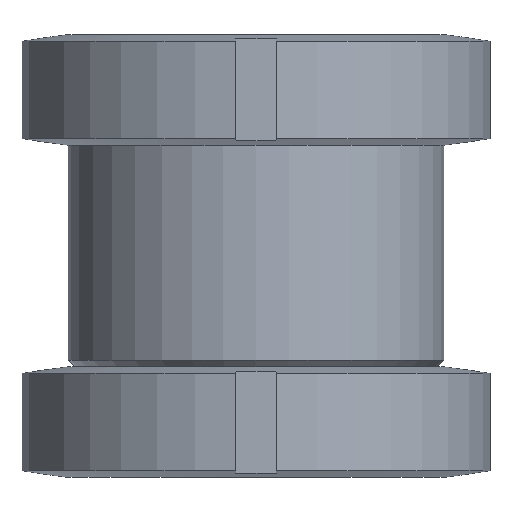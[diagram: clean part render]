
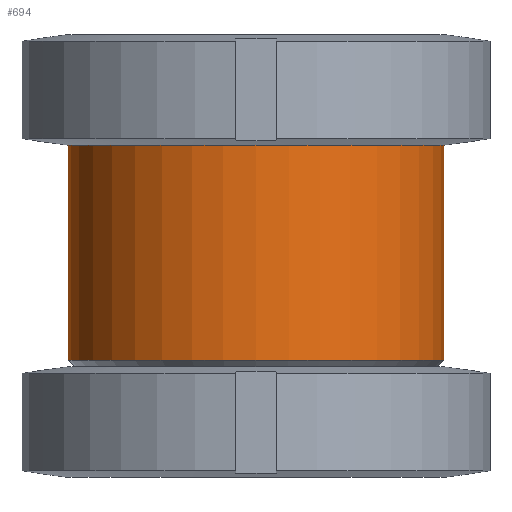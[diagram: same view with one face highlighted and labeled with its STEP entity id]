
A CAD part, front view. The second image highlights one B-rep face of the part: STEP entity #694.
In plain terms, the highlighted cylindrical face has radius 28 mm (diameter 56 mm), a partial arc.
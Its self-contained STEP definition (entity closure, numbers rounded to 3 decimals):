
#522=VERTEX_POINT('',#1301);
#646=VERTEX_POINT('',#1438);
#682=EDGE_CURVE('',#522,#864,#1482,.T.);
#694=ADVANCED_FACE('',(#1495),#1496,.T.);
#840=VERTEX_POINT('',#1661);
#864=VERTEX_POINT('',#1688);
#1004=EDGE_CURVE('',#840,#646,#1840,.T.);
#1082=EDGE_CURVE('',#522,#646,#1923,.T.);
#1122=EDGE_CURVE('',#864,#840,#1964,.T.);
#1301=CARTESIAN_POINT('',(28.0,0.,49.5));
#1438=CARTESIAN_POINT('',(-28.0,0.,49.5));
#1482=LINE('',#2559,#2560);
#1495=FACE_OUTER_BOUND('',#2586,.T.);
#1496=CYLINDRICAL_SURFACE('',#2587,28.0);
#1661=CARTESIAN_POINT('',(-28.0,0.,17.49));
#1688=CARTESIAN_POINT('',(28.0,0.,17.49));
#1840=LINE('',#3280,#3281);
#1923=CIRCLE('',#3451,28.0);
#1964=CIRCLE('',#3535,28.0);
#2559=CARTESIAN_POINT('',(28.0,0.,33.495));
#2560=VECTOR('',#3951,1.0);
#2586=EDGE_LOOP('',(#3965,#3966,#3967,#3968));
#2587=AXIS2_PLACEMENT_3D('',#3969,#3970,#3971);
#3280=CARTESIAN_POINT('',(-28.0,0.,33.495));
#3281=VECTOR('',#4358,1.0);
#3451=AXIS2_PLACEMENT_3D('',#4437,#4438,#4439);
#3535=AXIS2_PLACEMENT_3D('',#4459,#4460,#4461);
#3951=DIRECTION('',(0.0,0.,-1.0));
#3965=ORIENTED_EDGE('',*,*,#682,.F.);
#3966=ORIENTED_EDGE('',*,*,#1082,.T.);
#3967=ORIENTED_EDGE('',*,*,#1004,.F.);
#3968=ORIENTED_EDGE('',*,*,#1122,.F.);
#3969=CARTESIAN_POINT('',(0.0,0.,33.495));
#3970=DIRECTION('',(-0.0,0.,1.0));
#3971=DIRECTION('',(1.0,0.0,0.0));
#4358=DIRECTION('',(-0.0,0.,1.0));
#4437=CARTESIAN_POINT('',(0.0,0.,49.5));
#4438=DIRECTION('',(0.0,0.,-1.0));
#4439=DIRECTION('',(1.0,0.0,0.0));
#4459=CARTESIAN_POINT('',(0.0,0.,17.49));
#4460=DIRECTION('',(0.0,0.,-1.0));
#4461=DIRECTION('',(1.0,0.0,0.0));
